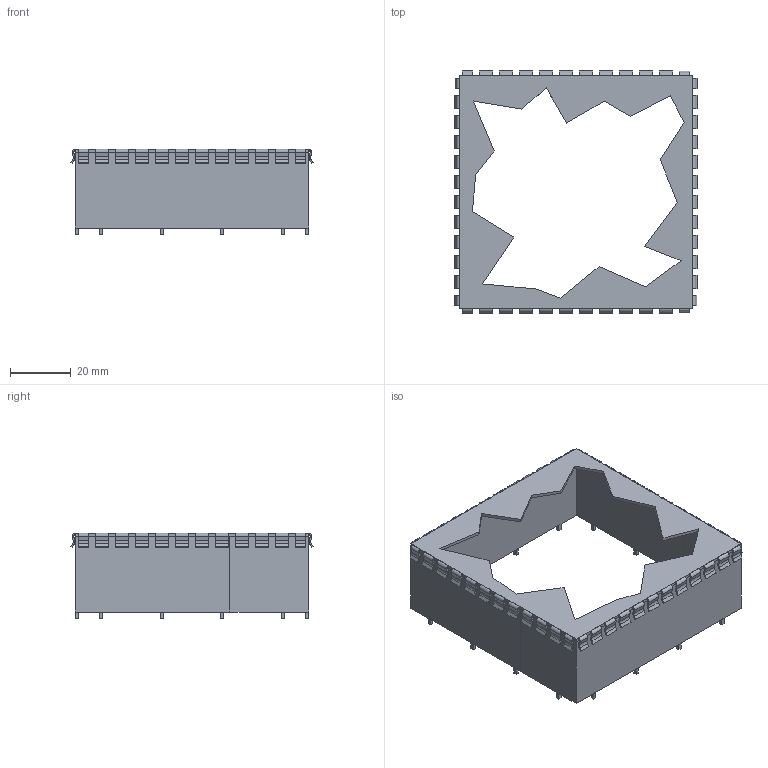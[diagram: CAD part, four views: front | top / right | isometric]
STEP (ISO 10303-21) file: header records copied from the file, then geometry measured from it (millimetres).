
FILE_DESCRIPTION((''),'2;1');
FILE_NAME('MSBOX_PERANCEA_PFL7T.stp','2014-10-01T15:58:48',(''),(''),'Mechanical Desktop 2011','Mechanical Desktop 2011',', , ');
FILE_SCHEMA(('AUTOMOTIVE_DESIGN { 1 2 10303 214 1 1 1 1 }'));
Length unit declared in the file: millimetre
Products named in the file (1): Product
Bounding box: 79.86 x 79.86 x 28.25 mm (x, y, z)
Volume: 10836.5 mm3; surface area: 24650.6 mm2
Topology: 68 solids, 68 shells, 821 faces, 2055 edges, 1370 vertices
Faces by surface type: bspline 506, plane 267, cylinder 48
Entity records: 26207 total; most frequent: CARTESIAN_POINT 7781, ORIENTED_EDGE 4110, DIRECTION 3071, EDGE_CURVE 2055, VECTOR 1671, LINE 1671, VERTEX_POINT 1370, EDGE_LOOP 823
